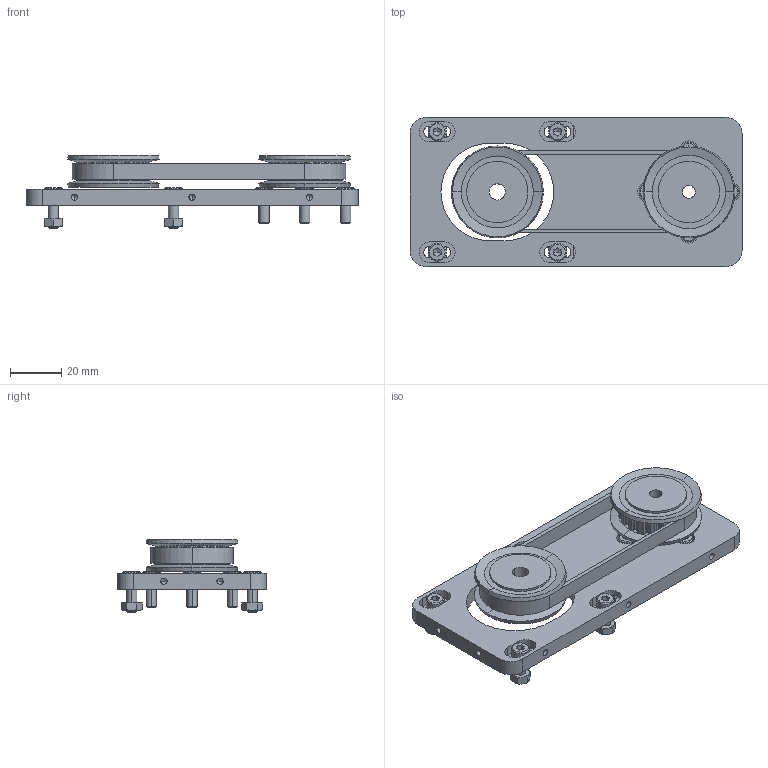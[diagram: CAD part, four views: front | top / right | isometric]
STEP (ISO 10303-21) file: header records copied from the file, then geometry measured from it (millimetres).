
FILE_DESCRIPTION (( 'STEP AP203' ), '1' );
FILE_NAME ('LAHP-N23-33WRPBKT.step', '2020-12-09T22:38:03', ( '' ), ( '' ), 'SwSTEP 2.0', 'SolidWorks 2019', '' );
FILE_SCHEMA (( 'CONFIG_CONTROL_DESIGN' ));
Length unit declared in the file: inch
Products named in the file (1): LAHP-N23-33WRPBKT
Bounding box: 130 x 58.42 x 28.75 mm (x, y, z)
Volume: 54725.5 mm3; surface area: 33463.8 mm2
Topology: 26 solids, 26 shells, 975 faces, 2454 edges, 1526 vertices
Faces by surface type: cylinder 415, plane 376, cone 168, bspline 16
Entity records: 30289 total; most frequent: CARTESIAN_POINT 6512, DIRECTION 5222, ORIENTED_EDGE 4828, EDGE_CURVE 2414, AXIS2_PLACEMENT_3D 2036, VERTEX_POINT 1526, VECTOR 1150, LINE 1150
